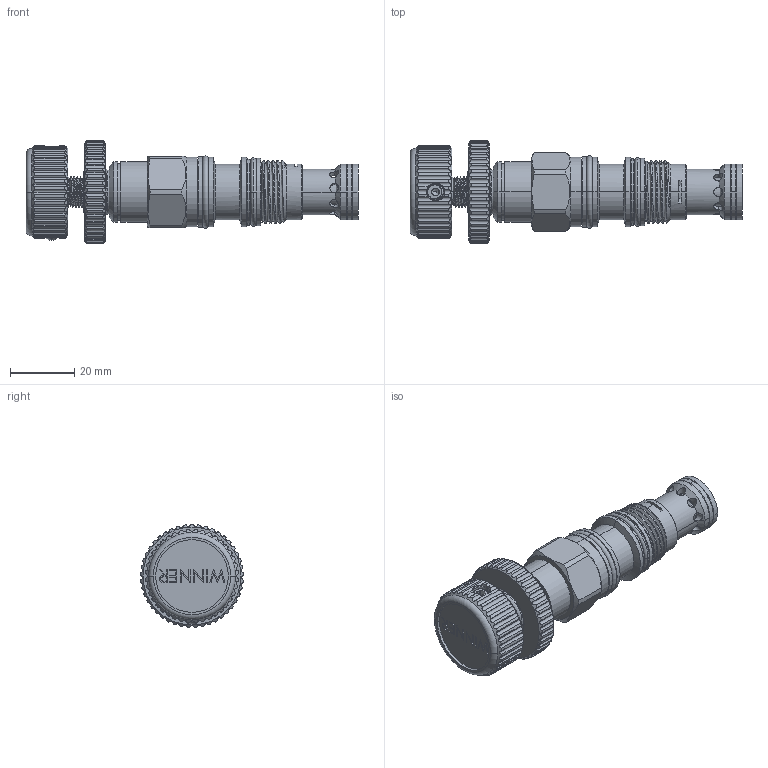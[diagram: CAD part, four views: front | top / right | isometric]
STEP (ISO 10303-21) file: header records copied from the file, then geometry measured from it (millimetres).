
FILE_DESCRIPTION (( 'STEP AP203' ), '1' );
FILE_NAME ('RV11A3G-K.STEP', '2020-03-24T05:40:15', ( '' ), ( '' ), 'SwSTEP 2.0', 'SolidWorks 2018', '' );
FILE_SCHEMA (( 'CONFIG_CONTROL_DESIGN' ));
Products named in the file (1): RV11A3G-K
Bounding box: 103.69 x 32.2 x 32.18 mm (x, y, z)
Volume: 34856.1 mm3; surface area: 18820.8 mm2
Topology: 14 solids, 14 shells, 1420 faces, 4001 edges, 2551 vertices
Faces by surface type: cylinder 888, plane 233, cone 141, torus 92, bspline 58, sphere 8
Entity records: 103128 total; most frequent: CARTESIAN_POINT 68826, ORIENTED_EDGE 7938, DIRECTION 5855, EDGE_CURVE 3969, VERTEX_POINT 2548, AXIS2_PLACEMENT_3D 2240, EDGE_LOOP 1841, B_SPLINE_CURVE_WITH_KNOTS 1537
